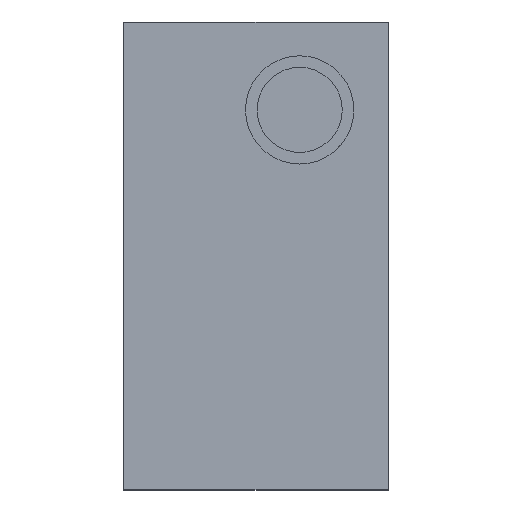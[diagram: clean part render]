
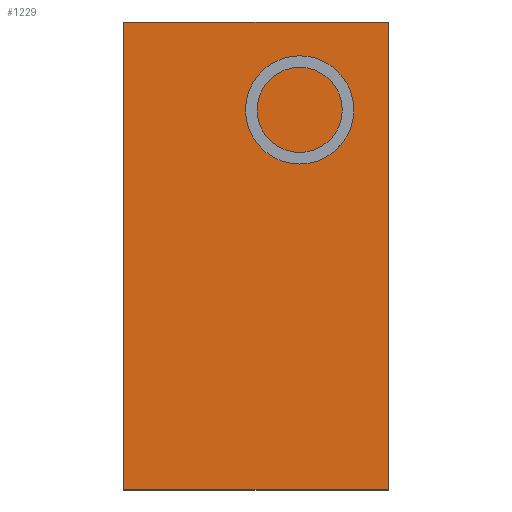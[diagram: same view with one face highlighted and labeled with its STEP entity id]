
A CAD part, top view. The second image highlights one B-rep face of the part: STEP entity #1229.
In plain terms, the highlighted planar face has unit normal (0, 0, 1).
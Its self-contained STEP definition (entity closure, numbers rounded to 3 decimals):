
#169=FACE_OUTER_BOUND('',#238,.T.);
#238=EDGE_LOOP('',(#1112,#1113,#1114,#1115));
#346=LINE('',#2057,#463);
#356=LINE('',#2080,#473);
#357=LINE('',#2083,#474);
#359=LINE('',#2086,#476);
#463=VECTOR('',#1692,10.);
#473=VECTOR('',#1714,10.);
#474=VECTOR('',#1717,10.);
#476=VECTOR('',#1721,10.);
#583=VERTEX_POINT('',#2054);
#584=VERTEX_POINT('',#2056);
#591=VERTEX_POINT('',#2078);
#592=VERTEX_POINT('',#2082);
#752=EDGE_CURVE('',#584,#583,#346,.T.);
#764=EDGE_CURVE('',#583,#591,#356,.T.);
#765=EDGE_CURVE('',#592,#584,#357,.T.);
#767=EDGE_CURVE('',#591,#592,#359,.T.);
#1112=ORIENTED_EDGE('',*,*,#767,.T.);
#1113=ORIENTED_EDGE('',*,*,#765,.T.);
#1114=ORIENTED_EDGE('',*,*,#752,.T.);
#1115=ORIENTED_EDGE('',*,*,#764,.T.);
#1167=PLANE('',#1366);
#1229=ADVANCED_FACE('',(#169),#1167,.T.);
#1366=AXIS2_PLACEMENT_3D('',#2087,#1722,#1723);
#1692=DIRECTION('',(0.,1.,0.));
#1714=DIRECTION('',(-1.,0.,0.));
#1717=DIRECTION('',(1.,0.,0.));
#1721=DIRECTION('',(0.,-1.,0.));
#1722=DIRECTION('center_axis',(0.,0.,1.));
#1723=DIRECTION('ref_axis',(1.,0.,0.));
#2054=CARTESIAN_POINT('',(65.,115.,6.25));
#2056=CARTESIAN_POINT('',(65.,0.,6.25));
#2057=CARTESIAN_POINT('',(65.,115.,6.25));
#2078=CARTESIAN_POINT('',(0.,115.,6.25));
#2080=CARTESIAN_POINT('',(0.,115.,6.25));
#2082=CARTESIAN_POINT('',(0.,0.,6.25));
#2083=CARTESIAN_POINT('',(0.,0.,6.25));
#2086=CARTESIAN_POINT('',(0.,83.,6.25));
#2087=CARTESIAN_POINT('Origin',(32.5,57.5,6.25));
